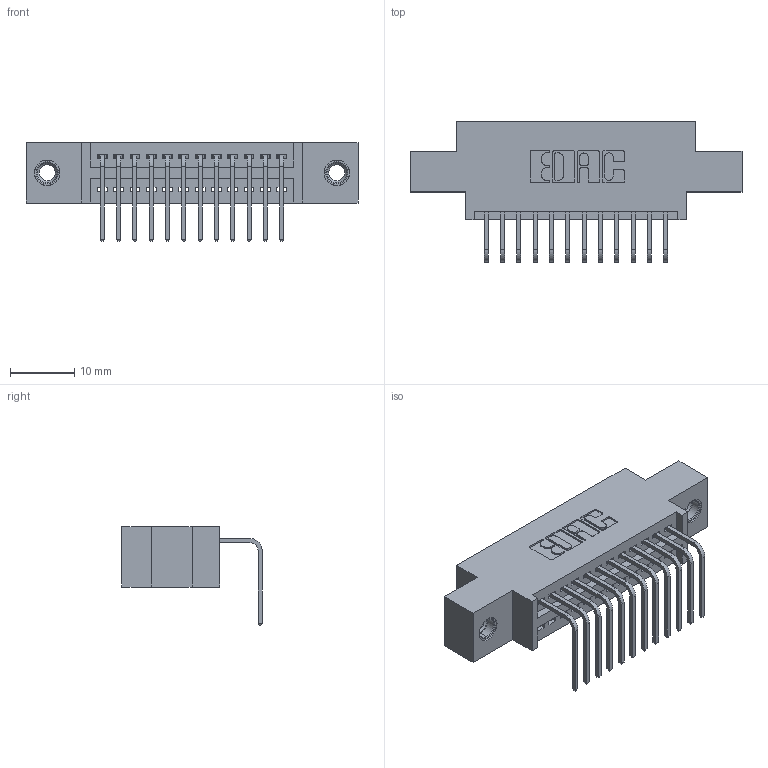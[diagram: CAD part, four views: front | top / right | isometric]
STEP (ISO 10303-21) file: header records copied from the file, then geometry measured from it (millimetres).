
FILE_DESCRIPTION (( 'STEP AP203' ), '1' );
FILE_NAME ('345-012-558-607.STEP', '2019-10-10T11:40:41', ( '' ), ( '' ), 'SwSTEP 2.0', 'SolidWorks 2016', '' );
FILE_SCHEMA (( 'CONFIG_CONTROL_DESIGN' ));
Length unit declared in the file: inch
Products named in the file (4): 345-292-001_558 Tail - 2; 345-250-001_345-250-005-103; 345-012-558-607; 345 Part_0.170 Offset - 0.156 Dia-TI
Assembly tree (15 placements, depth 2):
  345-012-558-607
    345 Part_0.170 Offset - 0.156 Dia-TI
    345-292-001_558 Tail - 2  x12
    345-250-001_345-250-005-103  x2
Bounding box: 51.69 x 21.83 x 15.37 mm (x, y, z)
Volume: 4576.8 mm3; surface area: 6068.5 mm2
Topology: 15 solids, 15 shells, 910 faces, 2673 edges, 1758 vertices
Faces by surface type: plane 620, cylinder 274, cone 12, torus 4
Entity records: 14472 total; most frequent: CARTESIAN_POINT 2491, ORIENTED_EDGE 2430, DIRECTION 2245, EDGE_CURVE 1215, LINE 1015, VECTOR 1015, VERTEX_POINT 804, AXIS2_PLACEMENT_3D 615
